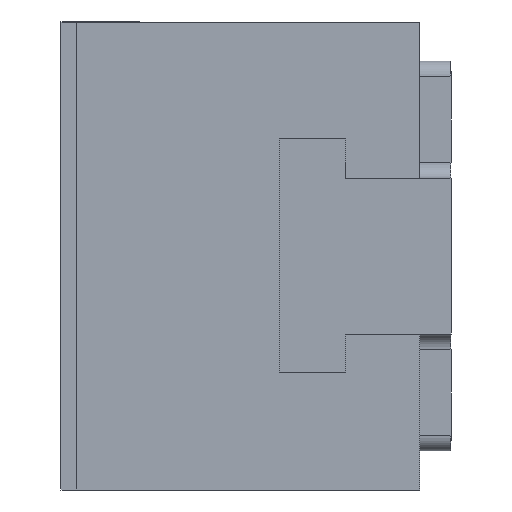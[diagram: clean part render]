
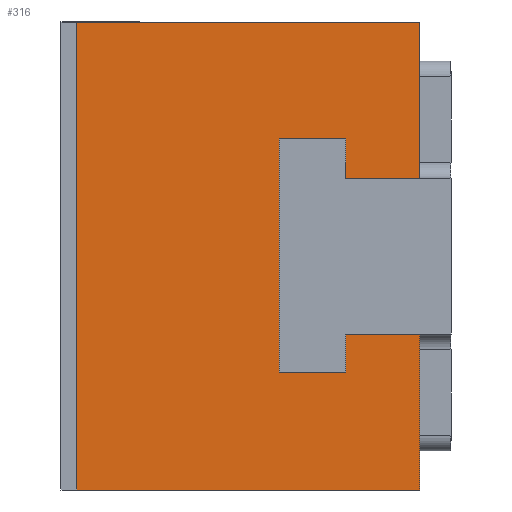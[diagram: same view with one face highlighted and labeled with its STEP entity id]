
A CAD part, left-side view. The second image highlights one B-rep face of the part: STEP entity #316.
In plain terms, the highlighted planar face has unit normal (-1, 0, 0).
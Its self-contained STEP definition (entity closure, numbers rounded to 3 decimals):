
#2 = LINE ( 'NONE', #2484, #2249 ) ;
#117 = ORIENTED_EDGE ( 'NONE', *, *, #1723, .T. ) ;
#130 = CARTESIAN_POINT ( 'NONE',  ( -0.5, 0.04, 0.3 ) ) ;
#151 = VERTEX_POINT ( 'NONE', #1961 ) ;
#208 = LINE ( 'NONE', #130, #3021 ) ;
#237 = ORIENTED_EDGE ( 'NONE', *, *, #483, .T. ) ;
#259 = DIRECTION ( 'NONE',  ( 0., -1., 0. ) ) ;
#263 = CARTESIAN_POINT ( 'NONE',  ( -0.5, 0.04, 0.3 ) ) ;
#269 = VERTEX_POINT ( 'NONE', #1513 ) ;
#315 = EDGE_CURVE ( 'NONE', #3336, #914, #208, .T. ) ;
#316 = ADVANCED_FACE ( 'NONE', ( #2555 ), #378, .F. ) ;
#328 = LINE ( 'NONE', #657, #891 ) ;
#362 = DIRECTION ( 'NONE',  ( 0., 0., -1. ) ) ;
#378 = PLANE ( 'NONE',  #1764 ) ;
#392 = EDGE_LOOP ( 'NONE', ( #2504, #462, #2623, #1174, #1568, #2904, #1048, #237, #3478, #2389, #2180, #117 ) ) ;
#413 = DIRECTION ( 'NONE',  ( 0., -1., 0. ) ) ;
#462 = ORIENTED_EDGE ( 'NONE', *, *, #2939, .F. ) ;
#469 = CARTESIAN_POINT ( 'NONE',  ( -0.5, 0.04, 0.3 ) ) ;
#483 = EDGE_CURVE ( 'NONE', #1792, #815, #3406, .T. ) ;
#519 = CARTESIAN_POINT ( 'NONE',  ( -0.5, 0.22, 0.15 ) ) ;
#567 = CARTESIAN_POINT ( 'NONE',  ( -0.5, 0.04, 0.3 ) ) ;
#636 = CARTESIAN_POINT ( 'NONE',  ( -0.5, 0.135, -0.1 ) ) ;
#657 = CARTESIAN_POINT ( 'NONE',  ( -0.5, 0.48, 0.3 ) ) ;
#701 = CARTESIAN_POINT ( 'NONE',  ( -0.5, 0.48, 0.3 ) ) ;
#763 = LINE ( 'NONE', #3508, #2305 ) ;
#808 = DIRECTION ( 'NONE',  ( 0., 0., -1. ) ) ;
#815 = VERTEX_POINT ( 'NONE', #2040 ) ;
#837 = DIRECTION ( 'NONE',  ( 0., 0., -1. ) ) ;
#891 = VECTOR ( 'NONE', #2852, 1000. ) ;
#914 = VERTEX_POINT ( 'NONE', #469 ) ;
#929 = CARTESIAN_POINT ( 'NONE',  ( -0.5, 0., -0.1 ) ) ;
#996 = LINE ( 'NONE', #263, #1887 ) ;
#1048 = ORIENTED_EDGE ( 'NONE', *, *, #3153, .T. ) ;
#1099 = LINE ( 'NONE', #3003, #1908 ) ;
#1148 = EDGE_CURVE ( 'NONE', #151, #3336, #328, .T. ) ;
#1174 = ORIENTED_EDGE ( 'NONE', *, *, #1148, .F. ) ;
#1264 = VECTOR ( 'NONE', #2191, 1000. ) ;
#1349 = CARTESIAN_POINT ( 'NONE',  ( -0.5, 0.04, -0.3 ) ) ;
#1365 = EDGE_CURVE ( 'NONE', #815, #2859, #1099, .T. ) ;
#1420 = EDGE_CURVE ( 'NONE', #2790, #1729, #2, .T. ) ;
#1477 = LINE ( 'NONE', #567, #3002 ) ;
#1513 = CARTESIAN_POINT ( 'NONE',  ( -0.5, 0.135, 0.1 ) ) ;
#1568 = ORIENTED_EDGE ( 'NONE', *, *, #2515, .T. ) ;
#1667 = DIRECTION ( 'NONE',  ( 0., -1., 0. ) ) ;
#1723 = EDGE_CURVE ( 'NONE', #1729, #269, #3297, .T. ) ;
#1729 = VERTEX_POINT ( 'NONE', #3011 ) ;
#1737 = EDGE_CURVE ( 'NONE', #3180, #2508, #996, .T. ) ;
#1764 = AXIS2_PLACEMENT_3D ( 'NONE', #2861, #3408, #2291 ) ;
#1792 = VERTEX_POINT ( 'NONE', #636 ) ;
#1887 = VECTOR ( 'NONE', #808, 1000. ) ;
#1908 = VECTOR ( 'NONE', #2956, 1000. ) ;
#1929 = CARTESIAN_POINT ( 'NONE',  ( -0.5, 0.135, 0.1 ) ) ;
#1937 = DIRECTION ( 'NONE',  ( 0., 0., -1. ) ) ;
#1943 = DIRECTION ( 'NONE',  ( 0., -1., 0. ) ) ;
#1961 = CARTESIAN_POINT ( 'NONE',  ( -0.5, 0.48, -0.3 ) ) ;
#2040 = CARTESIAN_POINT ( 'NONE',  ( -0.5, 0.135, -0.15 ) ) ;
#2052 = CARTESIAN_POINT ( 'NONE',  ( -0.5, 0.04, -0.1 ) ) ;
#2158 = LINE ( 'NONE', #2978, #1264 ) ;
#2180 = ORIENTED_EDGE ( 'NONE', *, *, #1420, .T. ) ;
#2191 = DIRECTION ( 'NONE',  ( 0., 0., 1. ) ) ;
#2249 = VECTOR ( 'NONE', #1943, 1000. ) ;
#2291 = DIRECTION ( 'NONE',  ( 0., 1., 0. ) ) ;
#2305 = VECTOR ( 'NONE', #259, 1000. ) ;
#2327 = LINE ( 'NONE', #929, #3499 ) ;
#2343 = VECTOR ( 'NONE', #362, 1000. ) ;
#2389 = ORIENTED_EDGE ( 'NONE', *, *, #2811, .T. ) ;
#2484 = CARTESIAN_POINT ( 'NONE',  ( -0.5, 0.22, 0.15 ) ) ;
#2504 = ORIENTED_EDGE ( 'NONE', *, *, #2833, .T. ) ;
#2508 = VERTEX_POINT ( 'NONE', #1349 ) ;
#2515 = EDGE_CURVE ( 'NONE', #151, #2508, #763, .T. ) ;
#2535 = VECTOR ( 'NONE', #1667, 1000. ) ;
#2555 = FACE_OUTER_BOUND ( 'NONE', #392, .T. ) ;
#2567 = CARTESIAN_POINT ( 'NONE',  ( -0.5, 0.135, -0.1 ) ) ;
#2623 = ORIENTED_EDGE ( 'NONE', *, *, #315, .F. ) ;
#2640 = CARTESIAN_POINT ( 'NONE',  ( -0.5, 0.135, 0.15 ) ) ;
#2680 = CARTESIAN_POINT ( 'NONE',  ( -0.5, 0.04, 0.1 ) ) ;
#2729 = CARTESIAN_POINT ( 'NONE',  ( -0.5, 0.22, -0.15 ) ) ;
#2775 = VERTEX_POINT ( 'NONE', #2680 ) ;
#2790 = VERTEX_POINT ( 'NONE', #519 ) ;
#2811 = EDGE_CURVE ( 'NONE', #2859, #2790, #2158, .T. ) ;
#2833 = EDGE_CURVE ( 'NONE', #269, #2775, #3252, .T. ) ;
#2852 = DIRECTION ( 'NONE',  ( 0., 0., 1. ) ) ;
#2859 = VERTEX_POINT ( 'NONE', #2729 ) ;
#2861 = CARTESIAN_POINT ( 'NONE',  ( -0.5, 0.04, 0.3 ) ) ;
#2881 = VECTOR ( 'NONE', #1937, 1000. ) ;
#2884 = DIRECTION ( 'NONE',  ( 0., 1., 0. ) ) ;
#2904 = ORIENTED_EDGE ( 'NONE', *, *, #1737, .F. ) ;
#2939 = EDGE_CURVE ( 'NONE', #914, #2775, #1477, .T. ) ;
#2956 = DIRECTION ( 'NONE',  ( 0., 1., 0. ) ) ;
#2978 = CARTESIAN_POINT ( 'NONE',  ( -0.5, 0.22, -0.15 ) ) ;
#3002 = VECTOR ( 'NONE', #837, 1000. ) ;
#3003 = CARTESIAN_POINT ( 'NONE',  ( -0.5, 0.135, -0.15 ) ) ;
#3011 = CARTESIAN_POINT ( 'NONE',  ( -0.5, 0.135, 0.15 ) ) ;
#3021 = VECTOR ( 'NONE', #413, 1000. ) ;
#3153 = EDGE_CURVE ( 'NONE', #3180, #1792, #2327, .T. ) ;
#3180 = VERTEX_POINT ( 'NONE', #2052 ) ;
#3252 = LINE ( 'NONE', #1929, #2535 ) ;
#3297 = LINE ( 'NONE', #2640, #2881 ) ;
#3336 = VERTEX_POINT ( 'NONE', #701 ) ;
#3406 = LINE ( 'NONE', #2567, #2343 ) ;
#3408 = DIRECTION ( 'NONE',  ( 1., 0., 0. ) ) ;
#3478 = ORIENTED_EDGE ( 'NONE', *, *, #1365, .T. ) ;
#3499 = VECTOR ( 'NONE', #2884, 1000. ) ;
#3508 = CARTESIAN_POINT ( 'NONE',  ( -0.5, 0.04, -0.3 ) ) ;
